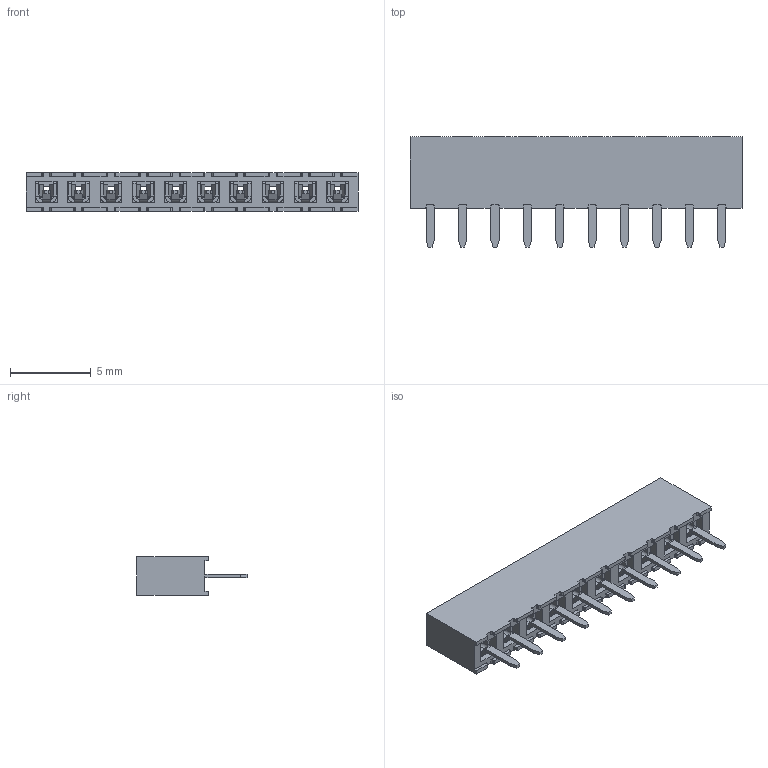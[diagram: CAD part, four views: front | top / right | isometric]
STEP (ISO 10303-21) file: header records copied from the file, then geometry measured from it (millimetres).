
FILE_DESCRIPTION((''),'2;1');
FILE_NAME('M22-7131042_ASM','2013-03-04T',('wbourne'),(''),'PRO/ENGINEER BY PARAMETRIC TECHNOLOGY CORPORATION, 2012230','PRO/ENGINEER BY PARAMETRIC TECHNOLOGY CORPORATION, 2012230','');
FILE_SCHEMA(('CONFIG_CONTROL_DESIGN'));
Length unit declared in the file: millimetre
Products named in the file (3): M22-71310_MOULD; M22-713_CONTACT; M22-7131042_ASM
Assembly tree (11 placements, depth 2):
  M22-7131042_ASM
    M22-71310_MOULD
    M22-713_CONTACT  x10
Bounding box: 20.5 x 6.8 x 2.4 mm (x, y, z)
Volume: 155.9 mm3; surface area: 725 mm2
Topology: 11 solids, 11 shells, 1180 faces, 2844 edges, 1696 vertices
Faces by surface type: plane 800, cylinder 380
Entity records: 15475 total; most frequent: CARTESIAN_POINT 2186, ORIENTED_EDGE 2088, DIRECTION 2048, PRESENTATION_STYLE_ASSIGNMENT 1052, STYLED_ITEM 1046, CURVE_STYLE 1044, EDGE_CURVE 1044, VECTOR 824
